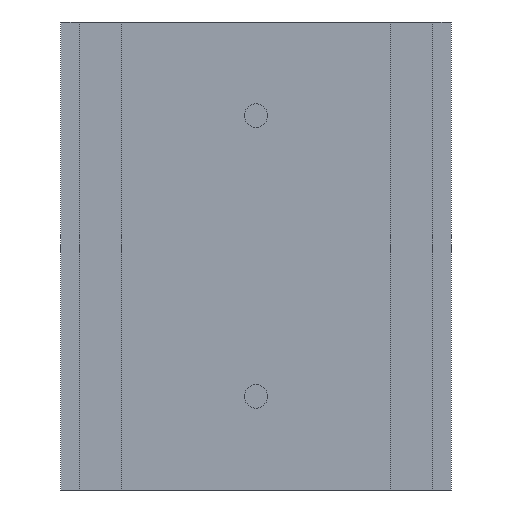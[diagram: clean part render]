
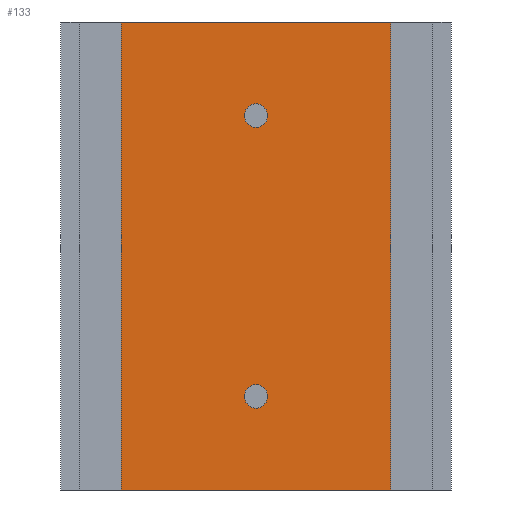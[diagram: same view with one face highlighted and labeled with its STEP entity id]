
A CAD part, front view. The second image highlights one B-rep face of the part: STEP entity #133.
In plain terms, the highlighted planar face has unit normal (0, -1, 0).
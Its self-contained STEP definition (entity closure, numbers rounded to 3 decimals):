
#99=FACE_BOUND('',#422,.T.);
#100=FACE_BOUND('',#423,.T.);
#101=FACE_BOUND('',#424,.T.);
#106=CIRCLE('',#2105,2.);
#107=CIRCLE('',#2106,2.);
#133=ADVANCED_FACE('',(#99,#100,#101),#231,.F.);
#231=PLANE('',#2107);
#422=EDGE_LOOP('',(#769));
#423=EDGE_LOOP('',(#770));
#424=EDGE_LOOP('',(#771,#772,#773,#774));
#769=ORIENTED_EDGE('',*,*,#1467,.F.);
#770=ORIENTED_EDGE('',*,*,#1468,.F.);
#771=ORIENTED_EDGE('',*,*,#1382,.T.);
#772=ORIENTED_EDGE('',*,*,#1469,.F.);
#773=ORIENTED_EDGE('',*,*,#1301,.F.);
#774=ORIENTED_EDGE('',*,*,#1466,.T.);
#1113=VERTEX_POINT('',#2771);
#1114=VERTEX_POINT('',#2773);
#1194=VERTEX_POINT('',#2934);
#1195=VERTEX_POINT('',#2936);
#1245=VERTEX_POINT('',#3093);
#1246=VERTEX_POINT('',#3095);
#1301=EDGE_CURVE('',#1113,#1114,#1581,.T.);
#1382=EDGE_CURVE('',#1195,#1194,#1662,.T.);
#1466=EDGE_CURVE('',#1113,#1195,#1746,.T.);
#1467=EDGE_CURVE('',#1245,#1245,#106,.T.);
#1468=EDGE_CURVE('',#1246,#1246,#107,.T.);
#1469=EDGE_CURVE('',#1114,#1194,#1747,.T.);
#1581=LINE('',#2772,#1857);
#1662=LINE('',#2935,#1938);
#1746=LINE('',#3090,#2022);
#1747=LINE('',#3096,#2023);
#1857=VECTOR('',#2238,1.);
#1938=VECTOR('',#2321,1.);
#2022=VECTOR('',#2447,1.);
#2023=VECTOR('',#2454,1.);
#2105=AXIS2_PLACEMENT_3D('',#3092,#2450,#2451);
#2106=AXIS2_PLACEMENT_3D('',#3094,#2452,#2453);
#2107=AXIS2_PLACEMENT_3D('',#3097,#2455,#2456);
#2238=DIRECTION('',(1.,0.,0.));
#2321=DIRECTION('',(1.,0.,0.));
#2447=DIRECTION('',(0.,0.,-1.));
#2450=DIRECTION('',(0.,-1.,0.));
#2451=DIRECTION('',(0.,0.,1.));
#2452=DIRECTION('',(0.,-1.,0.));
#2453=DIRECTION('',(0.,0.,1.));
#2454=DIRECTION('',(0.,0.,-1.));
#2455=DIRECTION('',(0.,1.,0.));
#2456=DIRECTION('',(0.,0.,1.));
#2771=CARTESIAN_POINT('',(160.4,51.,80.));
#2772=CARTESIAN_POINT('',(160.4,51.,80.));
#2773=CARTESIAN_POINT('',(206.4,51.,80.));
#2934=CARTESIAN_POINT('',(206.4,51.,0.));
#2935=CARTESIAN_POINT('',(160.4,51.,0.));
#2936=CARTESIAN_POINT('',(160.4,51.,0.));
#3090=CARTESIAN_POINT('',(160.4,51.,80.));
#3092=CARTESIAN_POINT('',(183.4,51.,16.));
#3093=CARTESIAN_POINT('',(183.4,51.,18.));
#3094=CARTESIAN_POINT('',(183.4,51.,64.));
#3095=CARTESIAN_POINT('',(183.4,51.,66.));
#3096=CARTESIAN_POINT('',(206.4,51.,80.));
#3097=CARTESIAN_POINT('',(160.4,51.,80.));
